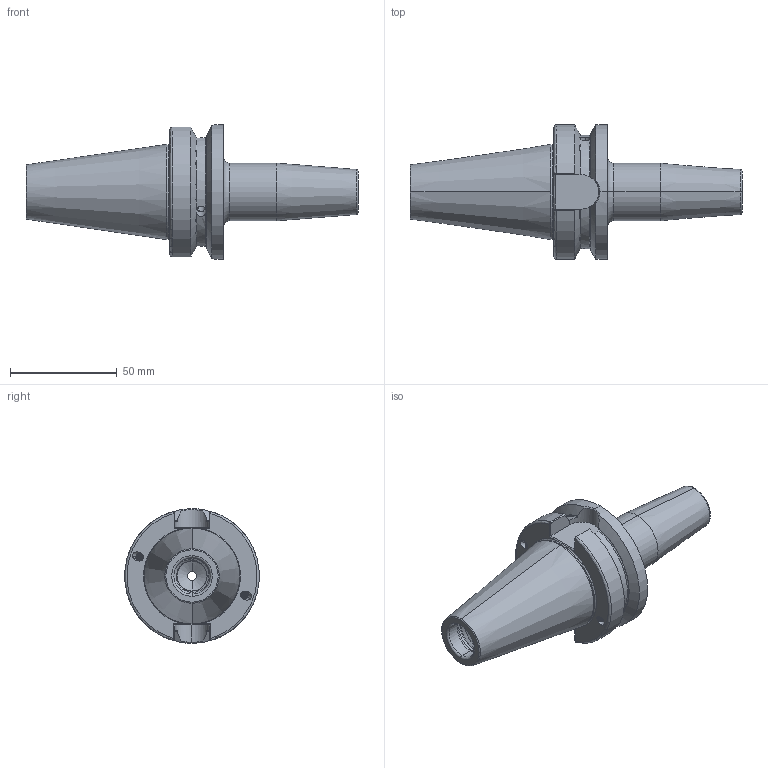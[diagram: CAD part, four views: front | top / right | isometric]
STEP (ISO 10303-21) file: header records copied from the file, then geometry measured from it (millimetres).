
FILE_DESCRIPTION (( 'STEP AP203' ), '1' );
FILE_NAME ('406.70.06.STEP', '2016-11-22T07:47:17', ( '' ), ( '' ), 'SwSTEP 2.0', 'SolidWorks 2012', '' );
FILE_SCHEMA (( 'CONFIG_CONTROL_DESIGN' ));
Length unit declared in the file: millimetre
Products named in the file (1): 406.70.06
Bounding box: 155.4 x 63 x 63 mm (x, y, z)
Volume: 147820.6 mm3; surface area: 30368.8 mm2
Topology: 1 solids, 1 shells, 240 faces, 641 edges, 406 vertices
Faces by surface type: cylinder 140, plane 37, torus 28, cone 19, bspline 16
Entity records: 17125 total; most frequent: CARTESIAN_POINT 11835, ORIENTED_EDGE 1282, DIRECTION 913, EDGE_CURVE 641, VERTEX_POINT 406, AXIS2_PLACEMENT_3D 355, EDGE_LOOP 253, FACE_OUTER_BOUND 240
